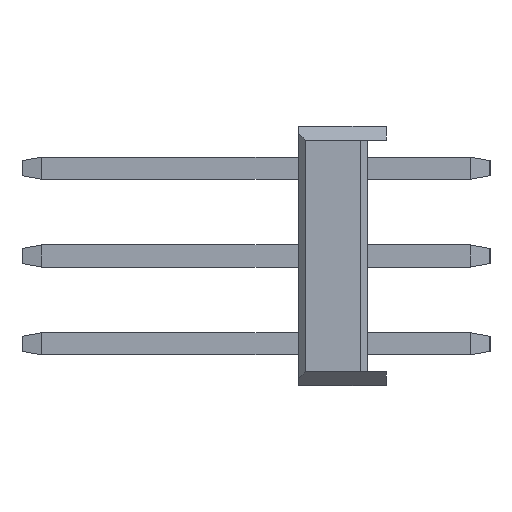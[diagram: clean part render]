
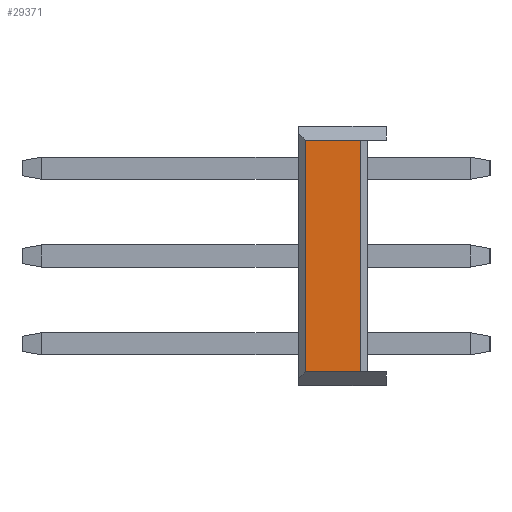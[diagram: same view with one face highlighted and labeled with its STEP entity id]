
A CAD part, left-side view. The second image highlights one B-rep face of the part: STEP entity #29371.
In plain terms, the highlighted planar face has unit normal (-1, 0, 0).
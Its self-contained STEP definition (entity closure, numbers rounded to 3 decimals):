
#4056 = EDGE_CURVE ( 'NONE', #41933, #4481, #33559, .T. ) ;
#4481 = VERTEX_POINT ( 'NONE', #12153 ) ;
#6349 = CARTESIAN_POINT ( 'NONE',  ( -1.27, 2.54, -3.35 ) ) ;
#8307 = LINE ( 'NONE', #29050, #41212 ) ;
#8927 = CARTESIAN_POINT ( 'NONE',  ( -1.27, 2.54, 3.35 ) ) ;
#11258 = VECTOR ( 'NONE', #38751, 1000. ) ;
#12153 = CARTESIAN_POINT ( 'NONE',  ( -1.27, 2.34, -3.35 ) ) ;
#12214 = DIRECTION ( 'NONE',  ( 0., -1., 0. ) ) ;
#14171 = ORIENTED_EDGE ( 'NONE', *, *, #4056, .T. ) ;
#14415 = VERTEX_POINT ( 'NONE', #36717 ) ;
#16283 = PLANE ( 'NONE',  #41204 ) ;
#18935 = CARTESIAN_POINT ( 'NONE',  ( -1.27, 2.34, -3.35 ) ) ;
#22444 = DIRECTION ( 'NONE',  ( 0., -1., 0. ) ) ;
#22873 = DIRECTION ( 'NONE',  ( 0., 0., -1. ) ) ;
#25837 = VECTOR ( 'NONE', #41945, 1000. ) ;
#26182 = EDGE_LOOP ( 'NONE', ( #36759, #14171, #31164, #40959 ) ) ;
#28963 = VERTEX_POINT ( 'NONE', #33853 ) ;
#29050 = CARTESIAN_POINT ( 'NONE',  ( -1.27, 2.54, -3.35 ) ) ;
#29298 = EDGE_CURVE ( 'NONE', #4481, #28963, #8307, .T. ) ;
#29371 = ADVANCED_FACE ( 'NONE', ( #38119 ), #16283, .F. ) ;
#29821 = EDGE_CURVE ( 'NONE', #41933, #14415, #34970, .T. ) ;
#31164 = ORIENTED_EDGE ( 'NONE', *, *, #29298, .T. ) ;
#33559 = LINE ( 'NONE', #18935, #25837 ) ;
#33853 = CARTESIAN_POINT ( 'NONE',  ( -1.27, 0.74, -3.35 ) ) ;
#33946 = VECTOR ( 'NONE', #12214, 1000. ) ;
#34970 = LINE ( 'NONE', #8927, #33946 ) ;
#35440 = CARTESIAN_POINT ( 'NONE',  ( -1.27, 0.74, 3.35 ) ) ;
#36717 = CARTESIAN_POINT ( 'NONE',  ( -1.27, 0.74, 3.35 ) ) ;
#36759 = ORIENTED_EDGE ( 'NONE', *, *, #29821, .F. ) ;
#37487 = LINE ( 'NONE', #35440, #11258 ) ;
#38119 = FACE_OUTER_BOUND ( 'NONE', #26182, .T. ) ;
#38751 = DIRECTION ( 'NONE',  ( 0., 0., -1. ) ) ;
#39584 = EDGE_CURVE ( 'NONE', #14415, #28963, #37487, .T. ) ;
#40959 = ORIENTED_EDGE ( 'NONE', *, *, #39584, .F. ) ;
#41204 = AXIS2_PLACEMENT_3D ( 'NONE', #6349, #42577, #22873 ) ;
#41212 = VECTOR ( 'NONE', #22444, 1000. ) ;
#41933 = VERTEX_POINT ( 'NONE', #42112 ) ;
#41945 = DIRECTION ( 'NONE',  ( 0., 0., -1. ) ) ;
#42112 = CARTESIAN_POINT ( 'NONE',  ( -1.27, 2.34, 3.35 ) ) ;
#42577 = DIRECTION ( 'NONE',  ( 1., 0., 0. ) ) ;
